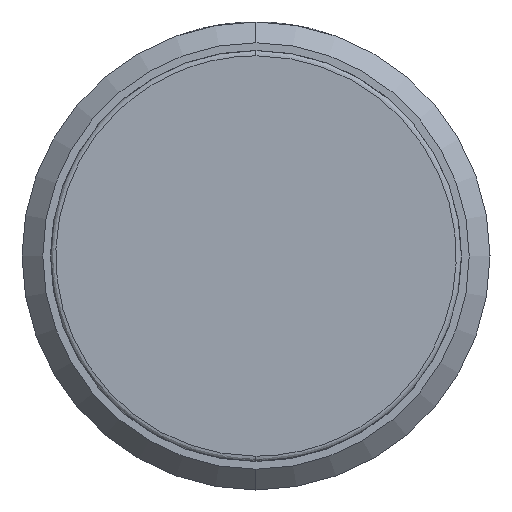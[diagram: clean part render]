
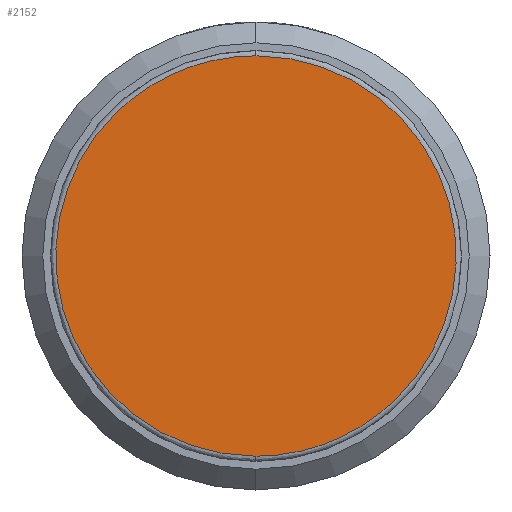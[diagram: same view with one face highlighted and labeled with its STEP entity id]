
A CAD part, left-side view. The second image highlights one B-rep face of the part: STEP entity #2152.
In plain terms, the highlighted planar face has unit normal (-1, 0, 0).
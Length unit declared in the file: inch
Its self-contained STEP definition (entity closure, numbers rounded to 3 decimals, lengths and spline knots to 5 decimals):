
#271 = PLANE ( 'NONE',  #2164 ) ;
#285 = DIRECTION ( 'NONE',  ( -1., 0., 0. ) ) ;
#412 = VERTEX_POINT ( 'NONE', #3254 ) ;
#543 = CARTESIAN_POINT ( 'NONE',  ( -0.01181, 0., -0.30315 ) ) ;
#548 = EDGE_LOOP ( 'NONE', ( #2499, #1902 ) ) ;
#554 = VERTEX_POINT ( 'NONE', #2967 ) ;
#565 = CARTESIAN_POINT ( 'NONE',  ( -0.01181, -0.6063, -0.30315 ) ) ;
#695 = CARTESIAN_POINT ( 'NONE',  ( -0.01181, 0., 0.30315 ) ) ;
#800 = DIRECTION ( 'NONE',  ( 0., 0., 1. ) ) ;
#1169 = FACE_OUTER_BOUND ( 'NONE', #548, .T. ) ;
#1674 =( BOUNDED_CURVE ( )  B_SPLINE_CURVE ( 3, ( #1874, #2664, #565, #543 ),
 .UNSPECIFIED., .F., .F. ) 
 B_SPLINE_CURVE_WITH_KNOTS ( ( 4, 4 ),
 ( 0., 0.5 ),
 .UNSPECIFIED. ) 
 CURVE ( )  GEOMETRIC_REPRESENTATION_ITEM ( )  RATIONAL_B_SPLINE_CURVE ( ( 1., 0.333, 0.333, 1. ) ) 
 REPRESENTATION_ITEM ( '' )  );
#1776 = CARTESIAN_POINT ( 'NONE',  ( -0.01181, 0., -0.30315 ) ) ;
#1874 = CARTESIAN_POINT ( 'NONE',  ( -0.01181, 0., 0.30315 ) ) ;
#1902 = ORIENTED_EDGE ( 'NONE', *, *, #3245, .F. ) ;
#1998 =( BOUNDED_CURVE ( )  B_SPLINE_CURVE ( 3, ( #1776, #2555, #2058, #695 ),
 .UNSPECIFIED., .F., .F. ) 
 B_SPLINE_CURVE_WITH_KNOTS ( ( 4, 4 ),
 ( 0.5, 1. ),
 .UNSPECIFIED. ) 
 CURVE ( )  GEOMETRIC_REPRESENTATION_ITEM ( )  RATIONAL_B_SPLINE_CURVE ( ( 1., 0.333, 0.333, 1. ) ) 
 REPRESENTATION_ITEM ( '' )  );
#2058 = CARTESIAN_POINT ( 'NONE',  ( -0.01181, 0.6063, 0.30315 ) ) ;
#2111 = CARTESIAN_POINT ( 'NONE',  ( -0.01181, 0., 0. ) ) ;
#2152 = ADVANCED_FACE ( 'NONE', ( #1169 ), #271, .T. ) ;
#2164 = AXIS2_PLACEMENT_3D ( 'NONE', #2111, #285, #800 ) ;
#2499 = ORIENTED_EDGE ( 'NONE', *, *, #3006, .F. ) ;
#2555 = CARTESIAN_POINT ( 'NONE',  ( -0.01181, 0.6063, -0.30315 ) ) ;
#2664 = CARTESIAN_POINT ( 'NONE',  ( -0.01181, -0.6063, 0.30315 ) ) ;
#2967 = CARTESIAN_POINT ( 'NONE',  ( -0.01181, 0., 0.30315 ) ) ;
#3006 = EDGE_CURVE ( 'NONE', #554, #412, #1674, .T. ) ;
#3245 = EDGE_CURVE ( 'NONE', #412, #554, #1998, .T. ) ;
#3254 = CARTESIAN_POINT ( 'NONE',  ( -0.01181, 0., -0.30315 ) ) ;
